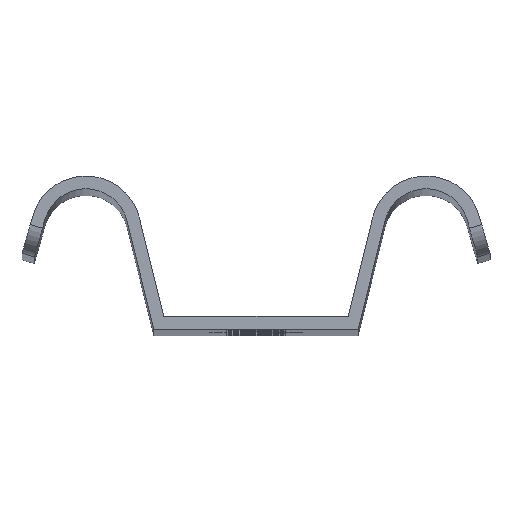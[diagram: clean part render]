
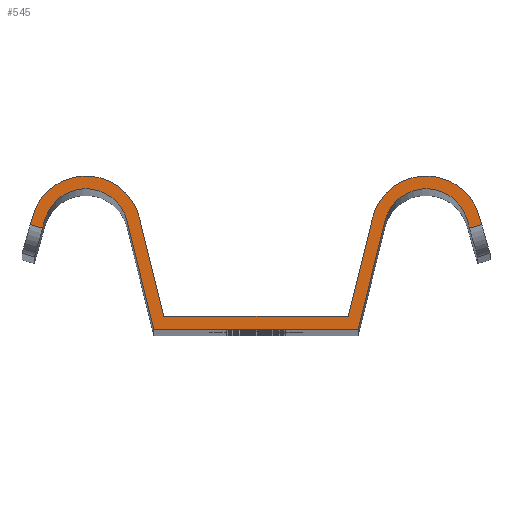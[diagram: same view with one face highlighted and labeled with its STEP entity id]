
A CAD part, top view. The second image highlights one B-rep face of the part: STEP entity #545.
In plain terms, the highlighted planar face has unit normal (0, 0, 1).
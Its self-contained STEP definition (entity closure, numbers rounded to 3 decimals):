
#3 = EDGE_CURVE ( 'NONE', #626, #414, #1918, .T. ) ;
#8 = CARTESIAN_POINT ( 'NONE',  ( 25.096, 11.865, 225. ) ) ;
#44 = CARTESIAN_POINT ( 'NONE',  ( -26.25, 13.286, 225. ) ) ;
#69 = DIRECTION ( 'NONE',  ( 0., 0., 1. ) ) ;
#109 = AXIS2_PLACEMENT_3D ( 'NONE', #1755, #868, #1908 ) ;
#154 = DIRECTION ( 'NONE',  ( 1., 0., 0. ) ) ;
#166 = VERTEX_POINT ( 'NONE', #886 ) ;
#180 = CARTESIAN_POINT ( 'NONE',  ( 12., 0., 225. ) ) ;
#184 = CARTESIAN_POINT ( 'NONE',  ( 12., 0., 225. ) ) ;
#191 = VERTEX_POINT ( 'NONE', #1626 ) ;
#217 = ORIENTED_EDGE ( 'NONE', *, *, #236, .T. ) ;
#234 = DIRECTION ( 'NONE',  ( 0., 0., 1. ) ) ;
#236 = EDGE_CURVE ( 'NONE', #191, #1248, #1055, .T. ) ;
#245 = EDGE_CURVE ( 'NONE', #550, #626, #257, .T. ) ;
#257 = LINE ( 'NONE', #1634, #1020 ) ;
#275 = EDGE_CURVE ( 'NONE', #280, #640, #607, .T. ) ;
#280 = VERTEX_POINT ( 'NONE', #1511 ) ;
#294 = DIRECTION ( 'NONE',  ( -0.24, -0.971, 0. ) ) ;
#297 = CARTESIAN_POINT ( 'NONE',  ( 26.25, 13.286, 225. ) ) ;
#300 = ORIENTED_EDGE ( 'NONE', *, *, #3, .T. ) ;
#339 = VECTOR ( 'NONE', #992, 1000. ) ;
#349 = CARTESIAN_POINT ( 'NONE',  ( -10.826, 1.5, 225. ) ) ;
#354 = DIRECTION ( 'NONE',  ( 0.275, -0.961, 0. ) ) ;
#358 = ORIENTED_EDGE ( 'NONE', *, *, #1204, .T. ) ;
#369 = DIRECTION ( 'NONE',  ( 0.24, -0.971, 0. ) ) ;
#414 = VERTEX_POINT ( 'NONE', #962 ) ;
#463 = LINE ( 'NONE', #44, #1213 ) ;
#522 = CARTESIAN_POINT ( 'NONE',  ( -20., 11.5, 225. ) ) ;
#545 = ADVANCED_FACE ( 'NONE', ( #1159 ), #1391, .T. ) ;
#549 = EDGE_CURVE ( 'NONE', #1248, #898, #1904, .T. ) ;
#550 = VERTEX_POINT ( 'NONE', #1130 ) ;
#561 = CIRCLE ( 'NONE', #662, 5. ) ;
#588 = EDGE_CURVE ( 'NONE', #596, #678, #561, .T. ) ;
#596 = VERTEX_POINT ( 'NONE', #1008 ) ;
#607 = LINE ( 'NONE', #1357, #1350 ) ;
#626 = VERTEX_POINT ( 'NONE', #1306 ) ;
#640 = VERTEX_POINT ( 'NONE', #184 ) ;
#647 = VERTEX_POINT ( 'NONE', #1241 ) ;
#651 = DIRECTION ( 'NONE',  ( 0.24, 0.971, 0. ) ) ;
#662 = AXIS2_PLACEMENT_3D ( 'NONE', #1759, #871, #1911 ) ;
#678 = VERTEX_POINT ( 'NONE', #1396 ) ;
#685 = DIRECTION ( 'NONE',  ( 0., 0., -1. ) ) ;
#690 = CARTESIAN_POINT ( 'NONE',  ( -10.826, 1.5, 225. ) ) ;
#703 = CARTESIAN_POINT ( 'NONE',  ( 26.538, 12.277, 225. ) ) ;
#725 = VECTOR ( 'NONE', #1933, 1000. ) ;
#728 = EDGE_CURVE ( 'NONE', #678, #1679, #785, .T. ) ;
#735 = ORIENTED_EDGE ( 'NONE', *, *, #245, .T. ) ;
#738 = ORIENTED_EDGE ( 'NONE', *, *, #1353, .T. ) ;
#752 = CIRCLE ( 'NONE', #1018, 5. ) ;
#772 = CARTESIAN_POINT ( 'NONE',  ( 10.826, 1.5, 225. ) ) ;
#774 = ORIENTED_EDGE ( 'NONE', *, *, #275, .T. ) ;
#779 = DIRECTION ( 'NONE',  ( -0.275, 0.961, 0. ) ) ;
#785 = LINE ( 'NONE', #1405, #1513 ) ;
#805 = EDGE_LOOP ( 'NONE', ( #1463, #735, #300, #1917, #1501, #774, #358, #895, #1846, #1815, #1414, #738, #1235, #217, #1026, #1466 ) ) ;
#807 = EDGE_CURVE ( 'NONE', #1044, #280, #1825, .T. ) ;
#825 = LINE ( 'NONE', #772, #905 ) ;
#827 = CARTESIAN_POINT ( 'NONE',  ( -24.807, 12.874, 225. ) ) ;
#859 = CARTESIAN_POINT ( 'NONE',  ( -13.691, 13.063, 225. ) ) ;
#868 = DIRECTION ( 'NONE',  ( 0., 0., 1. ) ) ;
#871 = DIRECTION ( 'NONE',  ( 0., 0., -1. ) ) ;
#886 = CARTESIAN_POINT ( 'NONE',  ( 26.538, 12.277, 225. ) ) ;
#895 = ORIENTED_EDGE ( 'NONE', *, *, #588, .T. ) ;
#897 = EDGE_CURVE ( 'NONE', #1679, #166, #1144, .T. ) ;
#898 = VERTEX_POINT ( 'NONE', #859 ) ;
#905 = VECTOR ( 'NONE', #294, 1000. ) ;
#926 = VECTOR ( 'NONE', #651, 1000. ) ;
#950 = EDGE_CURVE ( 'NONE', #898, #647, #1435, .T. ) ;
#962 = CARTESIAN_POINT ( 'NONE',  ( -24.807, 12.874, 225. ) ) ;
#964 = DIRECTION ( 'NONE',  ( -0.275, -0.961, 0. ) ) ;
#992 = DIRECTION ( 'NONE',  ( -0.24, 0.971, 0. ) ) ;
#1008 = CARTESIAN_POINT ( 'NONE',  ( 15.147, 12.702, 225. ) ) ;
#1018 = AXIS2_PLACEMENT_3D ( 'NONE', #1579, #685, #1724 ) ;
#1020 = VECTOR ( 'NONE', #1035, 1000. ) ;
#1026 = ORIENTED_EDGE ( 'NONE', *, *, #549, .T. ) ;
#1030 = CARTESIAN_POINT ( 'NONE',  ( -15.147, 12.702, 225. ) ) ;
#1035 = DIRECTION ( 'NONE',  ( 0.961, -0.275, 0. ) ) ;
#1036 = VECTOR ( 'NONE', #779, 1000. ) ;
#1044 = VERTEX_POINT ( 'NONE', #1030 ) ;
#1049 = CARTESIAN_POINT ( 'NONE',  ( 26.25, 13.286, 225. ) ) ;
#1055 = LINE ( 'NONE', #1783, #725 ) ;
#1089 = VECTOR ( 'NONE', #1596, 1000. ) ;
#1130 = CARTESIAN_POINT ( 'NONE',  ( -26.538, 12.277, 225. ) ) ;
#1144 = LINE ( 'NONE', #703, #1089 ) ;
#1145 = CARTESIAN_POINT ( 'NONE',  ( 20., 11.5, 225. ) ) ;
#1159 = FACE_OUTER_BOUND ( 'NONE', #805, .T. ) ;
#1204 = EDGE_CURVE ( 'NONE', #640, #596, #1319, .T. ) ;
#1213 = VECTOR ( 'NONE', #964, 1000. ) ;
#1235 = ORIENTED_EDGE ( 'NONE', *, *, #1523, .T. ) ;
#1241 = CARTESIAN_POINT ( 'NONE',  ( -26.25, 13.286, 225. ) ) ;
#1248 = VERTEX_POINT ( 'NONE', #349 ) ;
#1287 = DIRECTION ( 'NONE',  ( -1., 0., 0. ) ) ;
#1292 = EDGE_CURVE ( 'NONE', #414, #1044, #752, .T. ) ;
#1306 = CARTESIAN_POINT ( 'NONE',  ( -25.096, 11.865, 225. ) ) ;
#1319 = LINE ( 'NONE', #180, #926 ) ;
#1350 = VECTOR ( 'NONE', #154, 1000. ) ;
#1353 = EDGE_CURVE ( 'NONE', #1476, #1942, #1433, .T. ) ;
#1357 = CARTESIAN_POINT ( 'NONE',  ( 12., 0., 225. ) ) ;
#1391 = PLANE ( 'NONE',  #1696 ) ;
#1396 = CARTESIAN_POINT ( 'NONE',  ( 24.807, 12.874, 225. ) ) ;
#1405 = CARTESIAN_POINT ( 'NONE',  ( 24.807, 12.874, 225. ) ) ;
#1414 = ORIENTED_EDGE ( 'NONE', *, *, #1951, .T. ) ;
#1416 = CARTESIAN_POINT ( 'NONE',  ( -12., 0., 225. ) ) ;
#1426 = LINE ( 'NONE', #297, #1036 ) ;
#1433 = CIRCLE ( 'NONE', #1715, 6.5 ) ;
#1435 = CIRCLE ( 'NONE', #109, 6.5 ) ;
#1463 = ORIENTED_EDGE ( 'NONE', *, *, #1809, .T. ) ;
#1466 = ORIENTED_EDGE ( 'NONE', *, *, #950, .T. ) ;
#1476 = VERTEX_POINT ( 'NONE', #1049 ) ;
#1501 = ORIENTED_EDGE ( 'NONE', *, *, #807, .T. ) ;
#1503 = VECTOR ( 'NONE', #1559, 1000. ) ;
#1511 = CARTESIAN_POINT ( 'NONE',  ( -12., 0., 225. ) ) ;
#1513 = VECTOR ( 'NONE', #354, 1000. ) ;
#1523 = EDGE_CURVE ( 'NONE', #1942, #191, #825, .T. ) ;
#1559 = DIRECTION ( 'NONE',  ( 0.275, 0.961, 0. ) ) ;
#1579 = CARTESIAN_POINT ( 'NONE',  ( -20., 11.5, 225. ) ) ;
#1585 = DIRECTION ( 'NONE',  ( 1., 0., 0. ) ) ;
#1596 = DIRECTION ( 'NONE',  ( 0.961, 0.275, 0. ) ) ;
#1626 = CARTESIAN_POINT ( 'NONE',  ( 10.826, 1.5, 225. ) ) ;
#1634 = CARTESIAN_POINT ( 'NONE',  ( -25.096, 11.865, 225. ) ) ;
#1636 = VECTOR ( 'NONE', #369, 1000. ) ;
#1657 = CARTESIAN_POINT ( 'NONE',  ( 13.691, 13.063, 225. ) ) ;
#1679 = VERTEX_POINT ( 'NONE', #8 ) ;
#1696 = AXIS2_PLACEMENT_3D ( 'NONE', #522, #69, #1585 ) ;
#1715 = AXIS2_PLACEMENT_3D ( 'NONE', #1145, #234, #1287 ) ;
#1724 = DIRECTION ( 'NONE',  ( 1., 0., 0. ) ) ;
#1755 = CARTESIAN_POINT ( 'NONE',  ( -20., 11.5, 225. ) ) ;
#1759 = CARTESIAN_POINT ( 'NONE',  ( 20., 11.5, 225. ) ) ;
#1783 = CARTESIAN_POINT ( 'NONE',  ( 10.826, 1.5, 225. ) ) ;
#1809 = EDGE_CURVE ( 'NONE', #647, #550, #463, .T. ) ;
#1815 = ORIENTED_EDGE ( 'NONE', *, *, #897, .T. ) ;
#1825 = LINE ( 'NONE', #1416, #1636 ) ;
#1846 = ORIENTED_EDGE ( 'NONE', *, *, #728, .T. ) ;
#1904 = LINE ( 'NONE', #690, #339 ) ;
#1908 = DIRECTION ( 'NONE',  ( 1., 0., 0. ) ) ;
#1911 = DIRECTION ( 'NONE',  ( -1., 0., 0. ) ) ;
#1917 = ORIENTED_EDGE ( 'NONE', *, *, #1292, .T. ) ;
#1918 = LINE ( 'NONE', #827, #1503 ) ;
#1933 = DIRECTION ( 'NONE',  ( -1., 0., 0. ) ) ;
#1942 = VERTEX_POINT ( 'NONE', #1657 ) ;
#1951 = EDGE_CURVE ( 'NONE', #166, #1476, #1426, .T. ) ;
